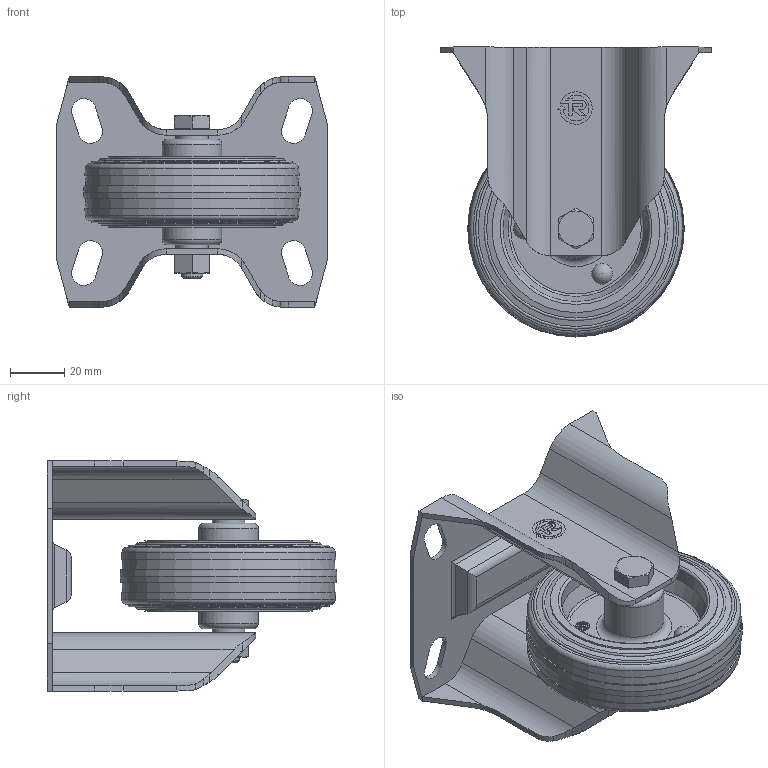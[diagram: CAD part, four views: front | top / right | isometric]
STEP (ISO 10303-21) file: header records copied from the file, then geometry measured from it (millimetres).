
FILE_DESCRIPTION( ( 'STEP AP214' ), ' ' );
FILE_NAME( '235901.stp', '2017-04-27T06:23:02', ( '' ), ( '' ), ' ', 'PARTsolutions', ' ' );
FILE_SCHEMA( ( 'AUTOMOTIVE_DESIGN { 1 0 10303 214 1 1 1 1 }' ) );
Length unit declared in the file: millimetre
Products named in the file (6): 235901; _233121; _Shaft 80-M8-35-12400; _SF/NL (80-100x85-25107)-b; _Nut M8(GREY); _Bolt M8-55(GREY)
Assembly tree (5 placements, depth 2):
  235901
    _233121
    _Shaft 80-M8-35-12400
    _SF/NL (80-100x85-25107)-b
    _Nut M8(GREY)
    _Bolt M8-55(GREY)
Bounding box: 100 x 107 x 85 mm (x, y, z)
Volume: 119635.1 mm3; surface area: 67187.9 mm2
Topology: 5 solids, 5 shells, 326 faces, 811 edges, 522 vertices
Faces by surface type: plane 177, cylinder 92, cone 35, torus 16, sphere 6
Full cylindrical faces by diameter (mm): 6.647 x1, 8 x4, 11.47 x1, 12 x1, 12.7 x1, 13.5 x2, 22 x2, 54 x2, 62 x2
Entity records: 12296 total; most frequent: CARTESIAN_POINT 1968, DIRECTION 1586, ORIENTED_EDGE 1488, EDGE_CURVE 744, AXIS2_PLACEMENT_3D 574, VERTEX_POINT 520, LINE 438, VECTOR 438
